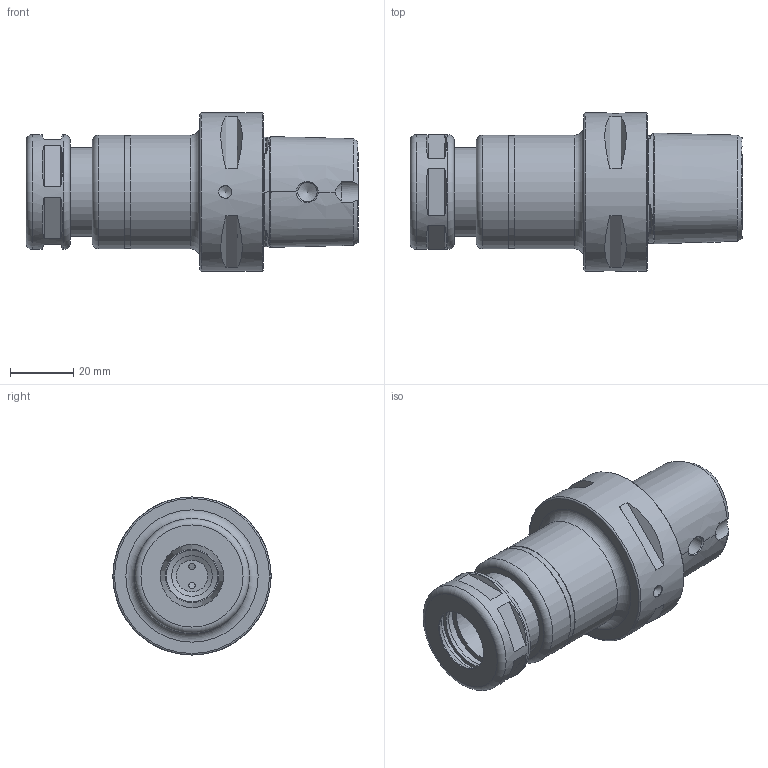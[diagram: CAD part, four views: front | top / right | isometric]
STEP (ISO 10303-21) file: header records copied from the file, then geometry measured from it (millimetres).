
FILE_DESCRIPTION((''),'2;1');
FILE_NAME('670000516075-3D.stp','2021-01-29T13:49:54',('nttooll'),(''),'Autodesk Inventor 2012','Autodesk Inventor 2012','');
FILE_SCHEMA(('AUTOMOTIVE_DESIGN { 1 0 10303 214 1 1 1 1 }'));
Length unit declared in the file: millimetre
Products named in the file (1): 670000516075-3D
Bounding box: 105 x 50 x 50 mm (x, y, z)
Volume: 89882.1 mm3; surface area: 24313.7 mm2
Topology: 1 solids, 2 shells, 136 faces, 286 edges, 180 vertices
Faces by surface type: plane 56, cylinder 34, cone 25, bspline 12, torus 9
Full cylindrical faces by diameter (mm): 2 x2, 4 x1, 6.1 x3, 10 x1, 11 x1, 16 x2, 16.3 x1, 17 x1, 17.5 x1, 20 x1, 21 x2, 22.1 x1, 24 x1, 24.5 x1, 28 x2, 35.6 x1, 36 x2, 36.3 x1, 50 x1
Entity records: 7027 total; most frequent: CARTESIAN_POINT 4379, DIRECTION 519, ORIENTED_EDGE 428, AXIS2_PLACEMENT_3D 230, EDGE_LOOP 222, EDGE_CURVE 214, VERTEX_POINT 164, FACE_OUTER_BOUND 134
